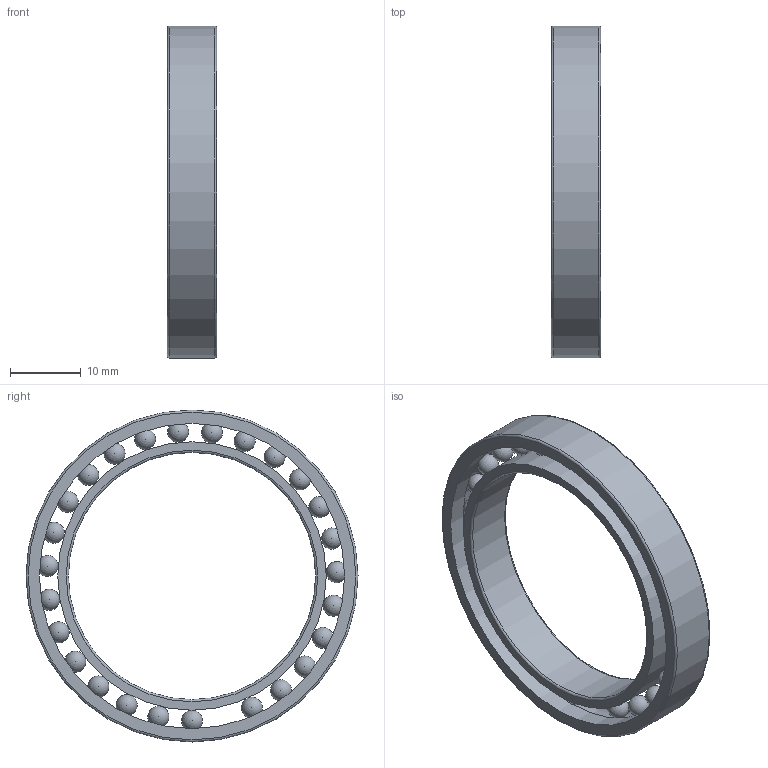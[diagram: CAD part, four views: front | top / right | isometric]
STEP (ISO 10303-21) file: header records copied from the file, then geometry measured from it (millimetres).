
FILE_DESCRIPTION( ( 'STEP AP203' ), '1' );
FILE_NAME( '6807.stp', '2019-08-14T06:45:42', ( '' ), ( '' ), ' ', 'PARTsolutions', ' ' );
FILE_SCHEMA( ( 'CONFIG_CONTROL_DESIGN' ) );
Length unit declared in the file: millimetre
Products named in the file (4): 6807; _6807 Outer ring; _6807 Inner ring; _6807 Ball
Assembly tree (28 placements, depth 2):
  6807
    _6807 Outer ring
    _6807 Inner ring
    _6807 Ball  x26
Bounding box: 7 x 47 x 47 mm (x, y, z)
Volume: 3369.4 mm3; surface area: 5171.5 mm2
Topology: 28 solids, 28 shells, 40 faces, 102 edges, 66 vertices
Faces by surface type: sphere 26, cylinder 5, torus 5, plane 4
Full cylindrical faces by diameter (mm): 35 x1, 38 x1, 43.2 x2, 47 x1
Entity records: 651 total; most frequent: DIRECTION 116, CARTESIAN_POINT 75, AXIS2_PLACEMENT_3D 58, PRODUCT_DEFINITION_SHAPE 32, CONTEXT_DEPENDENT_SHAPE_REPRESENTATION 28, ITEM_DEFINED_TRANSFORMATION 28, NEXT_ASSEMBLY_USAGE_OCCURRENCE 28, EDGE_LOOP 28
